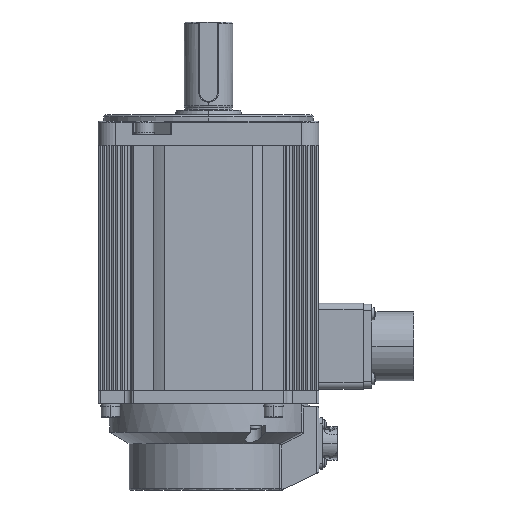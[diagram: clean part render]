
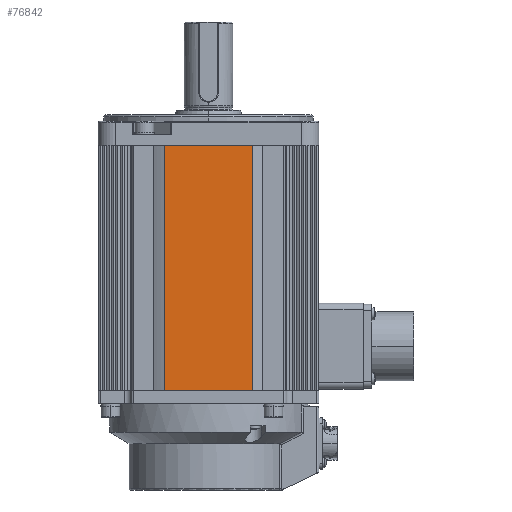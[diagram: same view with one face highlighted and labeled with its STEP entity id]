
A CAD part, left-side view. The second image highlights one B-rep face of the part: STEP entity #76842.
In plain terms, the highlighted planar face has unit normal (-1, 0, 0).
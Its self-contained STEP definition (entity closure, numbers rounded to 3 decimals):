
#3034 = CARTESIAN_POINT ( 'NONE',  ( -50., 20., 61. ) ) ;
#3640 = VERTEX_POINT ( 'NONE', #23475 ) ;
#4810 = DIRECTION ( 'NONE',  ( -1., 0., 0. ) ) ;
#5633 = VECTOR ( 'NONE', #16004, 1000. ) ;
#7649 = CARTESIAN_POINT ( 'NONE',  ( -50., -50., -50. ) ) ;
#9641 = VERTEX_POINT ( 'NONE', #3034 ) ;
#16004 = DIRECTION ( 'NONE',  ( 0., -1., 0. ) ) ;
#17157 = LINE ( 'NONE', #7649, #52758 ) ;
#18690 = ORIENTED_EDGE ( 'NONE', *, *, #75102, .T. ) ;
#19400 = EDGE_CURVE ( 'NONE', #9641, #76402, #43407, .T. ) ;
#23475 = CARTESIAN_POINT ( 'NONE',  ( -50., -20., -50. ) ) ;
#23496 = CARTESIAN_POINT ( 'NONE',  ( -50., 0., 61. ) ) ;
#23701 = FACE_OUTER_BOUND ( 'NONE', #26180, .T. ) ;
#24225 = ORIENTED_EDGE ( 'NONE', *, *, #54502, .T. ) ;
#26180 = EDGE_LOOP ( 'NONE', ( #29558, #62863, #24225, #18690 ) ) ;
#29558 = ORIENTED_EDGE ( 'NONE', *, *, #47413, .F. ) ;
#36667 = CARTESIAN_POINT ( 'NONE',  ( -50., -20., -50. ) ) ;
#43120 = LINE ( 'NONE', #54716, #80956 ) ;
#43407 = LINE ( 'NONE', #23496, #5633 ) ;
#43773 = DIRECTION ( 'NONE',  ( 0., 0., -1. ) ) ;
#46227 = LINE ( 'NONE', #36667, #84073 ) ;
#47343 = CARTESIAN_POINT ( 'NONE',  ( -50., -50., -50. ) ) ;
#47413 = EDGE_CURVE ( 'NONE', #76402, #3640, #46227, .T. ) ;
#50211 = DIRECTION ( 'NONE',  ( 0., -1., 0. ) ) ;
#52758 = VECTOR ( 'NONE', #50211, 1000. ) ;
#54502 = EDGE_CURVE ( 'NONE', #9641, #60884, #43120, .T. ) ;
#54537 = DIRECTION ( 'NONE',  ( 0., 0., 1. ) ) ;
#54716 = CARTESIAN_POINT ( 'NONE',  ( -50., 20., -50. ) ) ;
#60884 = VERTEX_POINT ( 'NONE', #75923 ) ;
#62863 = ORIENTED_EDGE ( 'NONE', *, *, #19400, .F. ) ;
#67790 = AXIS2_PLACEMENT_3D ( 'NONE', #47343, #4810, #54537 ) ;
#67902 = PLANE ( 'NONE',  #67790 ) ;
#68709 = DIRECTION ( 'NONE',  ( 0., 0., -1. ) ) ;
#70163 = CARTESIAN_POINT ( 'NONE',  ( -50., -20., 61. ) ) ;
#75102 = EDGE_CURVE ( 'NONE', #60884, #3640, #17157, .T. ) ;
#75923 = CARTESIAN_POINT ( 'NONE',  ( -50., 20., -50. ) ) ;
#76402 = VERTEX_POINT ( 'NONE', #70163 ) ;
#76842 = ADVANCED_FACE ( 'NONE', ( #23701 ), #67902, .T. ) ;
#80956 = VECTOR ( 'NONE', #68709, 1000. ) ;
#84073 = VECTOR ( 'NONE', #43773, 1000. ) ;
